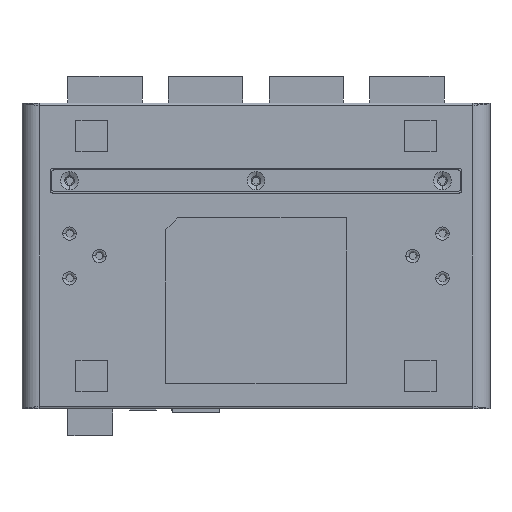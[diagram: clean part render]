
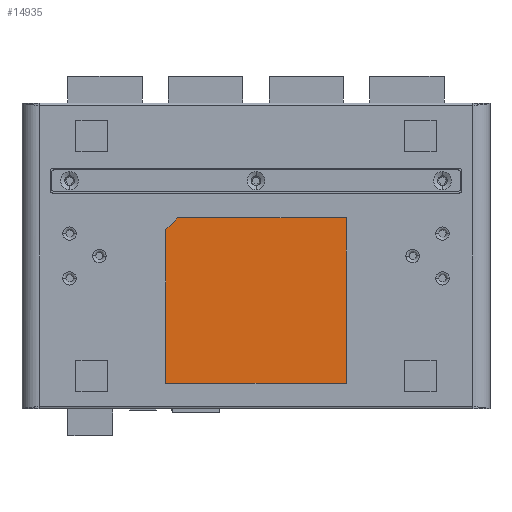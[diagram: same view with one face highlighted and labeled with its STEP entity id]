
A CAD part, front view. The second image highlights one B-rep face of the part: STEP entity #14935.
In plain terms, the highlighted planar face has unit normal (0, -1, 0).
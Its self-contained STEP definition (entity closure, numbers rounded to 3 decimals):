
#5513=DIRECTION('',(0.,0.,1.));
#5514=VECTOR('',#5513,51.6);
#5515=CARTESIAN_POINT('',(-30.3,-0.3,-42.8));
#5516=LINE('',#5515,#5514);
#5525=DIRECTION('',(-1.,0.,0.));
#5526=VECTOR('',#5525,60.6);
#5527=CARTESIAN_POINT('',(30.3,-0.3,-42.8));
#5528=LINE('',#5527,#5526);
#5529=DIRECTION('',(0.,0.,-1.));
#5530=VECTOR('',#5529,55.6);
#5531=CARTESIAN_POINT('',(30.3,-0.3,12.8));
#5532=LINE('',#5531,#5530);
#5537=DIRECTION('',(1.,0.,0.));
#5538=VECTOR('',#5537,56.6);
#5539=CARTESIAN_POINT('',(-26.3,-0.3,12.8));
#5540=LINE('',#5539,#5538);
#5545=DIRECTION('',(-0.707,0.,-0.707));
#5546=VECTOR('',#5545,5.657);
#5547=CARTESIAN_POINT('',(-26.3,-0.3,12.8));
#5548=LINE('',#5547,#5546);
#7106=CARTESIAN_POINT('',(-30.3,-0.3,-42.8));
#7107=VERTEX_POINT('',#7106);
#7108=CARTESIAN_POINT('',(-30.3,-0.3,8.8));
#7109=VERTEX_POINT('',#7108);
#7148=CARTESIAN_POINT('',(-26.3,-0.3,12.8));
#7149=VERTEX_POINT('',#7148);
#7150=CARTESIAN_POINT('',(30.3,-0.3,-42.8));
#7151=VERTEX_POINT('',#7150);
#7172=CARTESIAN_POINT('',(30.3,-0.3,12.8));
#7173=VERTEX_POINT('',#7172);
#14923=CARTESIAN_POINT('',(0.,-0.3,0.));
#14924=DIRECTION('',(0.,-1.,0.));
#14925=DIRECTION('',(0.,0.,-1.));
#14926=AXIS2_PLACEMENT_3D('',#14923,#14924,#14925);
#14927=PLANE('',#14926);
#14928=ORIENTED_EDGE('',*,*,#14891,.T.);
#14929=ORIENTED_EDGE('',*,*,#14877,.T.);
#14930=ORIENTED_EDGE('',*,*,#14863,.T.);
#14931=ORIENTED_EDGE('',*,*,#14918,.F.);
#14932=ORIENTED_EDGE('',*,*,#14905,.T.);
#14933=EDGE_LOOP('',(#14928,#14929,#14930,#14931,#14932));
#14934=FACE_OUTER_BOUND('',#14933,.F.);
#14935=ADVANCED_FACE('',(#14934),#14927,.T.);
#14863=EDGE_CURVE('',#7107,#7109,#5516,.T.);
#14877=EDGE_CURVE('',#7151,#7107,#5528,.T.);
#14891=EDGE_CURVE('',#7173,#7151,#5532,.T.);
#14905=EDGE_CURVE('',#7149,#7173,#5540,.T.);
#14918=EDGE_CURVE('',#7149,#7109,#5548,.T.);
